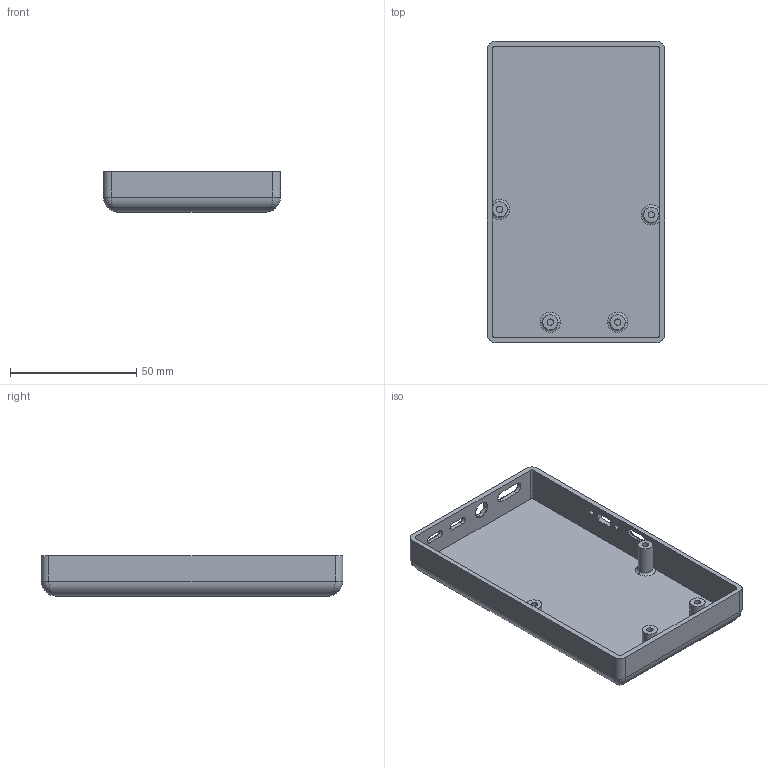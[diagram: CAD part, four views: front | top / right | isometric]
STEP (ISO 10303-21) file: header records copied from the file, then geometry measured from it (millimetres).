
FILE_DESCRIPTION (( 'STEP AP214' ), '1' );
FILE_NAME ('coqueinf_sharpikeebo.STEP', '2022-02-11T21:30:27', ( '' ), ( '' ), 'SwSTEP 2.0', 'SolidWorks 2021', '' );
FILE_SCHEMA (( 'AUTOMOTIVE_DESIGN' ));
Length unit declared in the file: millimetre
Products named in the file (1): coqueinf_sharpikeebo
Bounding box: 70.14 x 119.42 x 16 mm (x, y, z)
Volume: 24982 mm3; surface area: 27928.3 mm2
Topology: 1 solids, 1 shells, 114 faces, 279 edges, 170 vertices
Faces by surface type: cylinder 51, plane 33, torus 22, bspline 8
Entity records: 3777 total; most frequent: CARTESIAN_POINT 1040, DIRECTION 589, ORIENTED_EDGE 550, EDGE_CURVE 275, AXIS2_PLACEMENT_3D 235, VERTEX_POINT 170, EDGE_LOOP 137, CIRCLE 128
